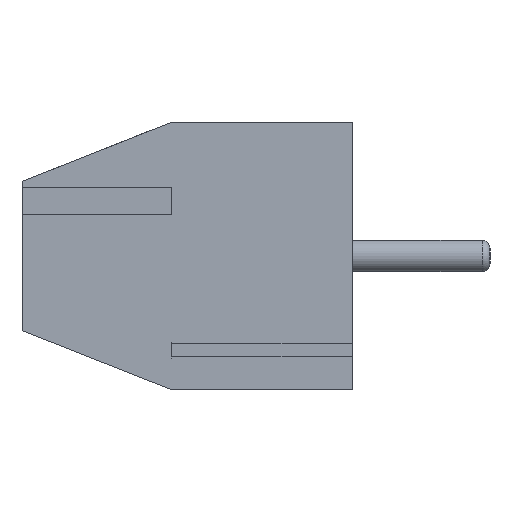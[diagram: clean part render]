
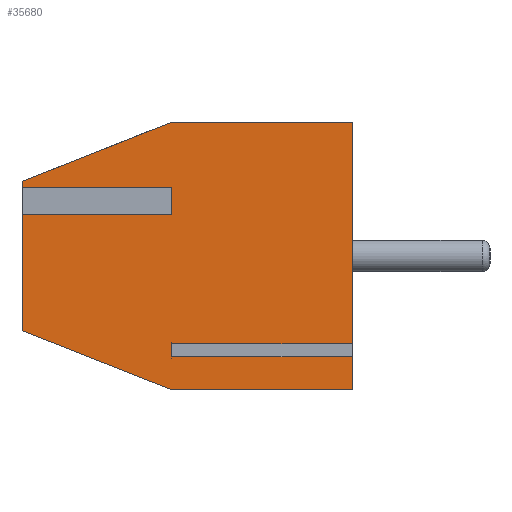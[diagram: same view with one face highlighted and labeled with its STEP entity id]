
A CAD part, left-side view. The second image highlights one B-rep face of the part: STEP entity #35680.
In plain terms, the highlighted planar face has unit normal (-1, 0, 0).
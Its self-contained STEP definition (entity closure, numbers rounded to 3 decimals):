
#167 = CARTESIAN_POINT ( 'NONE',  ( 0., 8.4, 1.5 ) ) ;
#525 = EDGE_CURVE ( 'NONE', #27151, #24181, #8003, .T. ) ;
#1685 = EDGE_LOOP ( 'NONE', ( #27747, #44877, #39968, #7835, #4882, #9930, #3273, #39728, #42829, #10052, #14026, #33119, #43440, #24882 ) ) ;
#2178 = LINE ( 'NONE', #43460, #9918 ) ;
#2180 = CARTESIAN_POINT ( 'NONE',  ( 0., 8.4, 5.3 ) ) ;
#2322 = DIRECTION ( 'NONE',  ( 0., -1., 0. ) ) ;
#2496 = CARTESIAN_POINT ( 'NONE',  ( 0., 8.4, 4.632 ) ) ;
#3143 = FACE_OUTER_BOUND ( 'NONE', #1685, .T. ) ;
#3273 = ORIENTED_EDGE ( 'NONE', *, *, #4851, .T. ) ;
#3298 = VECTOR ( 'NONE', #38029, 1000. ) ;
#3317 = VERTEX_POINT ( 'NONE', #22793 ) ;
#3659 = EDGE_CURVE ( 'NONE', #25028, #37598, #24067, .T. ) ;
#4451 = VECTOR ( 'NONE', #20246, 1000. ) ;
#4851 = EDGE_CURVE ( 'NONE', #34196, #30156, #17457, .T. ) ;
#4882 = ORIENTED_EDGE ( 'NONE', *, *, #36331, .F. ) ;
#5621 = CARTESIAN_POINT ( 'NONE',  ( 0., 4.6, 0. ) ) ;
#7452 = VERTEX_POINT ( 'NONE', #8075 ) ;
#7635 = EDGE_CURVE ( 'NONE', #28943, #7452, #26432, .T. ) ;
#7835 = ORIENTED_EDGE ( 'NONE', *, *, #7635, .F. ) ;
#8003 = LINE ( 'NONE', #18952, #20060 ) ;
#8033 = EDGE_CURVE ( 'NONE', #26964, #30593, #18277, .T. ) ;
#8075 = CARTESIAN_POINT ( 'NONE',  ( 0., 4.6, 6.8 ) ) ;
#8451 = CARTESIAN_POINT ( 'NONE',  ( 0., 4.6, 4.968 ) ) ;
#8789 = VERTEX_POINT ( 'NONE', #12310 ) ;
#9008 = EDGE_CURVE ( 'NONE', #3317, #34196, #28125, .T. ) ;
#9181 = CARTESIAN_POINT ( 'NONE',  ( 0., 0., 0. ) ) ;
#9813 = VECTOR ( 'NONE', #16605, 1000. ) ;
#9848 = CARTESIAN_POINT ( 'NONE',  ( 0., 8.4, 4.968 ) ) ;
#9918 = VECTOR ( 'NONE', #36216, 1000. ) ;
#9930 = ORIENTED_EDGE ( 'NONE', *, *, #9008, .T. ) ;
#9947 = CARTESIAN_POINT ( 'NONE',  ( 0., 4.6, 4.968 ) ) ;
#10052 = ORIENTED_EDGE ( 'NONE', *, *, #25018, .F. ) ;
#11074 = EDGE_CURVE ( 'NONE', #30593, #30156, #30206, .T. ) ;
#11417 = DIRECTION ( 'NONE',  ( 0., 0., 1. ) ) ;
#11442 = VECTOR ( 'NONE', #40136, 1000. ) ;
#12310 = CARTESIAN_POINT ( 'NONE',  ( 0., 4.6, 0.832 ) ) ;
#13197 = CARTESIAN_POINT ( 'NONE',  ( 0., 4.6, 1.168 ) ) ;
#13635 = VECTOR ( 'NONE', #18041, 1000. ) ;
#14026 = ORIENTED_EDGE ( 'NONE', *, *, #525, .T. ) ;
#14735 = EDGE_CURVE ( 'NONE', #8789, #25028, #40507, .T. ) ;
#14884 = DIRECTION ( 'NONE',  ( 0., -1., 0. ) ) ;
#15943 = EDGE_CURVE ( 'NONE', #24181, #24061, #24259, .T. ) ;
#15983 = CARTESIAN_POINT ( 'NONE',  ( 0., 8.4, 1.5 ) ) ;
#16398 = EDGE_CURVE ( 'NONE', #8789, #24061, #43376, .T. ) ;
#16605 = DIRECTION ( 'NONE',  ( 0., 0., 1. ) ) ;
#16661 = DIRECTION ( 'NONE',  ( 0., 0., 1. ) ) ;
#17457 = LINE ( 'NONE', #9947, #32491 ) ;
#17686 = VECTOR ( 'NONE', #11417, 1000. ) ;
#18041 = DIRECTION ( 'NONE',  ( 0., -1., 0. ) ) ;
#18277 = LINE ( 'NONE', #21866, #17686 ) ;
#18792 = CARTESIAN_POINT ( 'NONE',  ( 0., 0., 1.168 ) ) ;
#18817 = EDGE_CURVE ( 'NONE', #37598, #31527, #27453, .T. ) ;
#18952 = CARTESIAN_POINT ( 'NONE',  ( 0., 8.4, 0. ) ) ;
#19220 = CARTESIAN_POINT ( 'NONE',  ( 0., 4.6, 0.832 ) ) ;
#20060 = VECTOR ( 'NONE', #14884, 1000. ) ;
#20246 = DIRECTION ( 'NONE',  ( 0., 0.93, 0.367 ) ) ;
#20466 = CARTESIAN_POINT ( 'NONE',  ( 0., 8.4, 6.8 ) ) ;
#20469 = DIRECTION ( 'NONE',  ( 0., -1., 0. ) ) ;
#21023 = CARTESIAN_POINT ( 'NONE',  ( 0., 0., 0.832 ) ) ;
#21866 = CARTESIAN_POINT ( 'NONE',  ( 0., 8.4, 6.8 ) ) ;
#22079 = CARTESIAN_POINT ( 'NONE',  ( 0., 8.4, 6.8 ) ) ;
#22169 = CARTESIAN_POINT ( 'NONE',  ( 0., 8.4, 5.3 ) ) ;
#22793 = CARTESIAN_POINT ( 'NONE',  ( 0., 8.4, 4.968 ) ) ;
#23888 = CARTESIAN_POINT ( 'NONE',  ( 0., 8.4, 4.632 ) ) ;
#24061 = VERTEX_POINT ( 'NONE', #21023 ) ;
#24067 = LINE ( 'NONE', #13197, #36202 ) ;
#24181 = VERTEX_POINT ( 'NONE', #9181 ) ;
#24259 = LINE ( 'NONE', #27831, #3298 ) ;
#24882 = ORIENTED_EDGE ( 'NONE', *, *, #14735, .T. ) ;
#25018 = EDGE_CURVE ( 'NONE', #27151, #26964, #44849, .T. ) ;
#25028 = VERTEX_POINT ( 'NONE', #34649 ) ;
#26432 = LINE ( 'NONE', #22169, #27021 ) ;
#26964 = VERTEX_POINT ( 'NONE', #15983 ) ;
#27021 = VECTOR ( 'NONE', #39990, 1000. ) ;
#27151 = VERTEX_POINT ( 'NONE', #5621 ) ;
#27226 = DIRECTION ( 'NONE',  ( 1., 0., 0. ) ) ;
#27270 = DIRECTION ( 'NONE',  ( 0., -1., 0. ) ) ;
#27453 = LINE ( 'NONE', #44866, #42579 ) ;
#27747 = ORIENTED_EDGE ( 'NONE', *, *, #3659, .T. ) ;
#27831 = CARTESIAN_POINT ( 'NONE',  ( 0., 0., 6.8 ) ) ;
#28125 = LINE ( 'NONE', #9848, #41549 ) ;
#28943 = VERTEX_POINT ( 'NONE', #2180 ) ;
#29143 = EDGE_CURVE ( 'NONE', #7452, #31527, #37487, .T. ) ;
#29436 = CARTESIAN_POINT ( 'NONE',  ( 0., 0., 6.8 ) ) ;
#30156 = VERTEX_POINT ( 'NONE', #42082 ) ;
#30206 = LINE ( 'NONE', #23888, #11442 ) ;
#30593 = VERTEX_POINT ( 'NONE', #2496 ) ;
#30857 = VECTOR ( 'NONE', #2322, 1000. ) ;
#31527 = VERTEX_POINT ( 'NONE', #29436 ) ;
#32491 = VECTOR ( 'NONE', #44788, 1000. ) ;
#33119 = ORIENTED_EDGE ( 'NONE', *, *, #15943, .T. ) ;
#34196 = VERTEX_POINT ( 'NONE', #8451 ) ;
#34649 = CARTESIAN_POINT ( 'NONE',  ( 0., 4.6, 1.168 ) ) ;
#35680 = ADVANCED_FACE ( 'NONE', ( #3143 ), #36968, .F. ) ;
#36202 = VECTOR ( 'NONE', #20469, 1000. ) ;
#36216 = DIRECTION ( 'NONE',  ( 0., 0., 1. ) ) ;
#36331 = EDGE_CURVE ( 'NONE', #3317, #28943, #2178, .T. ) ;
#36968 = PLANE ( 'NONE',  #44559 ) ;
#37487 = LINE ( 'NONE', #22079, #13635 ) ;
#37598 = VERTEX_POINT ( 'NONE', #18792 ) ;
#38029 = DIRECTION ( 'NONE',  ( 0., 0., 1. ) ) ;
#39728 = ORIENTED_EDGE ( 'NONE', *, *, #11074, .F. ) ;
#39968 = ORIENTED_EDGE ( 'NONE', *, *, #29143, .F. ) ;
#39990 = DIRECTION ( 'NONE',  ( 0., -0.93, 0.367 ) ) ;
#40136 = DIRECTION ( 'NONE',  ( 0., -1., 0. ) ) ;
#40507 = LINE ( 'NONE', #43931, #9813 ) ;
#41017 = DIRECTION ( 'NONE',  ( 0., 0., -1. ) ) ;
#41549 = VECTOR ( 'NONE', #27270, 1000. ) ;
#42082 = CARTESIAN_POINT ( 'NONE',  ( 0., 4.6, 4.632 ) ) ;
#42579 = VECTOR ( 'NONE', #16661, 1000. ) ;
#42829 = ORIENTED_EDGE ( 'NONE', *, *, #8033, .F. ) ;
#43376 = LINE ( 'NONE', #19220, #30857 ) ;
#43440 = ORIENTED_EDGE ( 'NONE', *, *, #16398, .F. ) ;
#43460 = CARTESIAN_POINT ( 'NONE',  ( 0., 8.4, 6.8 ) ) ;
#43931 = CARTESIAN_POINT ( 'NONE',  ( 0., 4.6, 0.832 ) ) ;
#44559 = AXIS2_PLACEMENT_3D ( 'NONE', #20466, #27226, #41017 ) ;
#44788 = DIRECTION ( 'NONE',  ( 0., 0., -1. ) ) ;
#44849 = LINE ( 'NONE', #167, #4451 ) ;
#44866 = CARTESIAN_POINT ( 'NONE',  ( 0., 0., 6.8 ) ) ;
#44877 = ORIENTED_EDGE ( 'NONE', *, *, #18817, .T. ) ;
